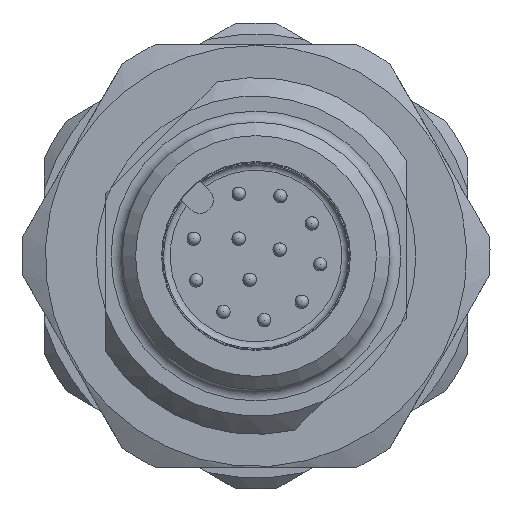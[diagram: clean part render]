
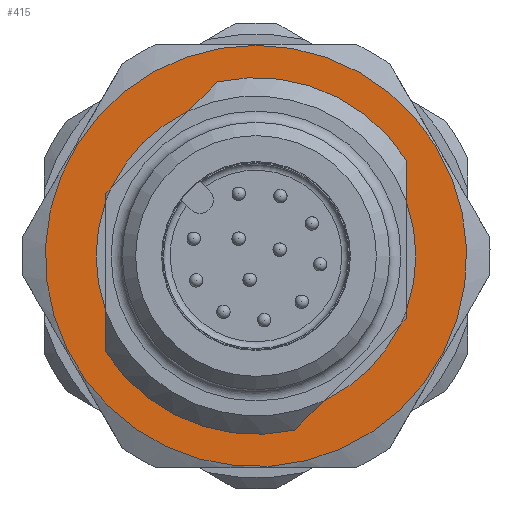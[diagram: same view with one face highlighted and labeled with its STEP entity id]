
A CAD part, front view. The second image highlights one B-rep face of the part: STEP entity #415.
In plain terms, the highlighted planar face has unit normal (0, -1, 0).
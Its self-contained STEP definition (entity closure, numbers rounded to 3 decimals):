
#71=FACE_BOUND('',#781,.T.);
#72=FACE_BOUND('',#782,.T.);
#337=PLANE('',#2908);
#415=ADVANCED_FACE('',(#71,#72),#337,.T.);
#781=EDGE_LOOP('',(#1409));
#782=EDGE_LOOP('',(#1410,#1411,#1412,#1413,#1414,#1415,#1416,#1417,#1418,
#1419,#1420,#1421,#1422,#1423));
#1058=LINE('',#4230,#1184);
#1060=LINE('',#4233,#1186);
#1066=LINE('',#4249,#1192);
#1067=LINE('',#4250,#1193);
#1073=LINE('',#4266,#1199);
#1075=LINE('',#4269,#1201);
#1080=LINE('',#4283,#1206);
#1081=LINE('',#4284,#1207);
#1184=VECTOR('',#3326,1.);
#1186=VECTOR('',#3328,1.);
#1192=VECTOR('',#3336,1.);
#1193=VECTOR('',#3337,1.);
#1199=VECTOR('',#3345,1.);
#1201=VECTOR('',#3347,1.);
#1206=VECTOR('',#3354,1.);
#1207=VECTOR('',#3355,1.);
#1409=ORIENTED_EDGE('',*,*,#2385,.F.);
#1410=ORIENTED_EDGE('',*,*,#2386,.F.);
#1411=ORIENTED_EDGE('',*,*,#2358,.T.);
#1412=ORIENTED_EDGE('',*,*,#2365,.T.);
#1413=ORIENTED_EDGE('',*,*,#2387,.F.);
#1414=ORIENTED_EDGE('',*,*,#2366,.T.);
#1415=ORIENTED_EDGE('',*,*,#2323,.F.);
#1416=ORIENTED_EDGE('',*,*,#2381,.F.);
#1417=ORIENTED_EDGE('',*,*,#2388,.F.);
#1418=ORIENTED_EDGE('',*,*,#2382,.F.);
#1419=ORIENTED_EDGE('',*,*,#2373,.F.);
#1420=ORIENTED_EDGE('',*,*,#2389,.F.);
#1421=ORIENTED_EDGE('',*,*,#2375,.F.);
#1422=ORIENTED_EDGE('',*,*,#2345,.F.);
#1423=ORIENTED_EDGE('',*,*,#2356,.T.);
#2044=VERTEX_POINT('',#4130);
#2046=VERTEX_POINT('',#4133);
#2061=VERTEX_POINT('',#4199);
#2062=VERTEX_POINT('',#4201);
#2070=VERTEX_POINT('',#4229);
#2071=VERTEX_POINT('',#4232);
#2072=VERTEX_POINT('',#4234);
#2076=VERTEX_POINT('',#4248);
#2077=VERTEX_POINT('',#4251);
#2081=VERTEX_POINT('',#4265);
#2082=VERTEX_POINT('',#4267);
#2083=VERTEX_POINT('',#4270);
#2086=VERTEX_POINT('',#4282);
#2087=VERTEX_POINT('',#4285);
#2089=VERTEX_POINT('',#4291);
#2323=EDGE_CURVE('',#2044,#2046,#2683,.T.);
#2345=EDGE_CURVE('',#2061,#2062,#2691,.T.);
#2356=EDGE_CURVE('',#2061,#2070,#1058,.T.);
#2358=EDGE_CURVE('',#2072,#2071,#1060,.T.);
#2365=EDGE_CURVE('',#2071,#2076,#1066,.T.);
#2366=EDGE_CURVE('',#2077,#2046,#1067,.T.);
#2373=EDGE_CURVE('',#2081,#2082,#1073,.T.);
#2375=EDGE_CURVE('',#2062,#2083,#1075,.T.);
#2381=EDGE_CURVE('',#2086,#2044,#1080,.T.);
#2382=EDGE_CURVE('',#2082,#2087,#1081,.T.);
#2385=EDGE_CURVE('',#2089,#2089,#2698,.T.);
#2386=EDGE_CURVE('',#2072,#2070,#2699,.T.);
#2387=EDGE_CURVE('',#2077,#2076,#2700,.T.);
#2388=EDGE_CURVE('',#2087,#2086,#2701,.T.);
#2389=EDGE_CURVE('',#2083,#2081,#2702,.T.);
#2683=CIRCLE('',#2871,8.);
#2691=CIRCLE('',#2885,8.);
#2698=CIRCLE('',#2903,9.45);
#2699=CIRCLE('',#2904,7.172);
#2700=CIRCLE('',#2905,7.172);
#2701=CIRCLE('',#2906,7.172);
#2702=CIRCLE('',#2907,7.172);
#2871=AXIS2_PLACEMENT_3D('',#4132,#3261,#3262);
#2885=AXIS2_PLACEMENT_3D('',#4200,#3295,#3296);
#2903=AXIS2_PLACEMENT_3D('',#4290,#3360,#3361);
#2904=AXIS2_PLACEMENT_3D('',#4292,#3362,#3363);
#2905=AXIS2_PLACEMENT_3D('',#4293,#3364,#3365);
#2906=AXIS2_PLACEMENT_3D('',#4294,#3366,#3367);
#2907=AXIS2_PLACEMENT_3D('',#4295,#3368,#3369);
#2908=AXIS2_PLACEMENT_3D('',#4296,#3370,#3371);
#3261=DIRECTION('',(0.,-1.,0.));
#3262=DIRECTION('',(0.,0.,1.));
#3295=DIRECTION('',(0.,-1.,0.));
#3296=DIRECTION('',(0.,0.,1.));
#3326=DIRECTION('',(0.,0.,-1.));
#3328=DIRECTION('',(0.,0.,-1.));
#3336=DIRECTION('',(-0.707,0.,-0.707));
#3337=DIRECTION('',(-0.707,0.,-0.707));
#3345=DIRECTION('',(-0.707,0.,-0.707));
#3347=DIRECTION('',(-0.707,0.,-0.707));
#3354=DIRECTION('',(0.,0.,-1.));
#3355=DIRECTION('',(0.,0.,-1.));
#3360=DIRECTION('',(0.,1.,0.));
#3361=DIRECTION('',(0.,0.,1.));
#3362=DIRECTION('',(0.,-1.,0.));
#3363=DIRECTION('',(0.,0.,-1.));
#3364=DIRECTION('',(0.,-1.,0.));
#3365=DIRECTION('',(0.,0.,-1.));
#3366=DIRECTION('',(0.,-1.,0.));
#3367=DIRECTION('',(0.,0.,-1.));
#3368=DIRECTION('',(0.,-1.,0.));
#3369=DIRECTION('',(0.,0.,-1.));
#3370=DIRECTION('',(0.,-1.,0.));
#3371=DIRECTION('',(0.,0.,1.));
#4130=CARTESIAN_POINT('',(6.55,-0.3,-4.294));
#4132=CARTESIAN_POINT('',(13.3,-0.3,0.));
#4133=CARTESIAN_POINT('',(15.037,-0.3,-7.809));
#4199=CARTESIAN_POINT('',(20.05,-0.3,4.294));
#4200=CARTESIAN_POINT('',(13.3,-0.3,0.));
#4201=CARTESIAN_POINT('',(11.563,-0.3,7.809));
#4229=CARTESIAN_POINT('',(20.05,-0.3,2.424));
#4230=CARTESIAN_POINT('',(20.05,-0.3,5.744));
#4232=CARTESIAN_POINT('',(20.05,-0.3,-2.796));
#4233=CARTESIAN_POINT('',(20.05,-0.3,5.744));
#4234=CARTESIAN_POINT('',(20.05,-0.3,-2.424));
#4248=CARTESIAN_POINT('',(19.787,-0.3,-3.059));
#4249=CARTESIAN_POINT('',(20.05,-0.3,-2.796));
#4250=CARTESIAN_POINT('',(20.05,-0.3,-2.796));
#4251=CARTESIAN_POINT('',(16.359,-0.3,-6.487));
#4265=CARTESIAN_POINT('',(6.813,-0.3,3.059));
#4266=CARTESIAN_POINT('',(12.589,-0.3,8.835));
#4267=CARTESIAN_POINT('',(6.55,-0.3,2.796));
#4269=CARTESIAN_POINT('',(12.589,-0.3,8.835));
#4270=CARTESIAN_POINT('',(10.241,-0.3,6.487));
#4282=CARTESIAN_POINT('',(6.55,-0.3,-2.424));
#4283=CARTESIAN_POINT('',(6.55,-0.3,2.796));
#4284=CARTESIAN_POINT('',(6.55,-0.3,2.796));
#4285=CARTESIAN_POINT('',(6.55,-0.3,2.424));
#4290=CARTESIAN_POINT('',(13.3,-0.3,0.));
#4291=CARTESIAN_POINT('',(13.3,-0.3,9.45));
#4292=CARTESIAN_POINT('',(13.3,-0.3,0.));
#4293=CARTESIAN_POINT('',(13.3,-0.3,0.));
#4294=CARTESIAN_POINT('',(13.3,-0.3,0.));
#4295=CARTESIAN_POINT('',(13.3,-0.3,0.));
#4296=CARTESIAN_POINT('',(13.3,-0.3,0.));
